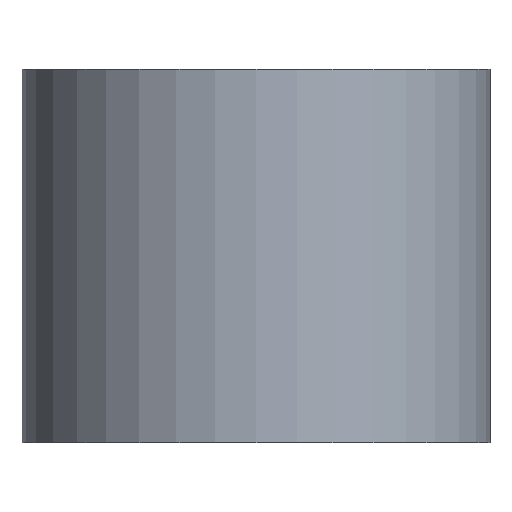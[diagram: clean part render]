
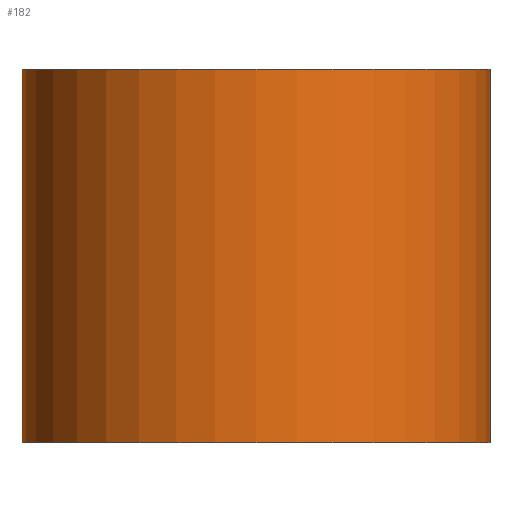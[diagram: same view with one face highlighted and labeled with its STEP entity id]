
A CAD part, front view. The second image highlights one B-rep face of the part: STEP entity #182.
In plain terms, the highlighted cylindrical face has radius 7.963 mm (diameter 15.926 mm), a partial arc.
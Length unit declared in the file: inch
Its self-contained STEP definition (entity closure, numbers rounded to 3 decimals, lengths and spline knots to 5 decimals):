
#1 = CARTESIAN_POINT ( 'NONE',  ( 0.3135, 0., 0.25 ) ) ;
#14 = CARTESIAN_POINT ( 'NONE',  ( 0., 0., -0.25 ) ) ;
#26 = CARTESIAN_POINT ( 'NONE',  ( -0.3135, 0., -0.25 ) ) ;
#32 = CYLINDRICAL_SURFACE ( 'NONE', #221, 0.3135 ) ;
#33 = CIRCLE ( 'NONE', #86, 0.3135 ) ;
#35 = ORIENTED_EDGE ( 'NONE', *, *, #145, .T. ) ;
#40 = DIRECTION ( 'NONE',  ( 0., 0., -1. ) ) ;
#47 = VERTEX_POINT ( 'NONE', #26 ) ;
#54 = AXIS2_PLACEMENT_3D ( 'NONE', #191, #152, #78 ) ;
#61 = DIRECTION ( 'NONE',  ( 0., 0., -1. ) ) ;
#75 = VECTOR ( 'NONE', #128, 39.37008 ) ;
#77 = LINE ( 'NONE', #223, #215 ) ;
#78 = DIRECTION ( 'NONE',  ( 1., 0., 0. ) ) ;
#85 = DIRECTION ( 'NONE',  ( -1., 0., 0. ) ) ;
#86 = AXIS2_PLACEMENT_3D ( 'NONE', #14, #101, #129 ) ;
#101 = DIRECTION ( 'NONE',  ( 0., 0., 1. ) ) ;
#102 = VERTEX_POINT ( 'NONE', #106 ) ;
#105 = CARTESIAN_POINT ( 'NONE',  ( 0., 0., 0.25 ) ) ;
#106 = CARTESIAN_POINT ( 'NONE',  ( -0.3135, 0., 0.25 ) ) ;
#122 = ORIENTED_EDGE ( 'NONE', *, *, #210, .F. ) ;
#128 = DIRECTION ( 'NONE',  ( 0., 0., -1. ) ) ;
#129 = DIRECTION ( 'NONE',  ( 1., 0., 0. ) ) ;
#131 = VERTEX_POINT ( 'NONE', #1 ) ;
#143 = EDGE_LOOP ( 'NONE', ( #122, #251, #216, #35 ) ) ;
#145 = EDGE_CURVE ( 'NONE', #47, #219, #33, .T. ) ;
#152 = DIRECTION ( 'NONE',  ( 0., 0., 1. ) ) ;
#156 = CIRCLE ( 'NONE', #54, 0.3135 ) ;
#164 = EDGE_CURVE ( 'NONE', #102, #47, #77, .T. ) ;
#181 = CARTESIAN_POINT ( 'NONE',  ( 0.3135, 0., -0.25 ) ) ;
#182 = ADVANCED_FACE ( 'NONE', ( #233 ), #32, .T. ) ;
#191 = CARTESIAN_POINT ( 'NONE',  ( 0., 0., 0.25 ) ) ;
#194 = LINE ( 'NONE', #245, #75 ) ;
#210 = EDGE_CURVE ( 'NONE', #131, #219, #194, .T. ) ;
#211 = EDGE_CURVE ( 'NONE', #102, #131, #156, .T. ) ;
#215 = VECTOR ( 'NONE', #40, 39.37008 ) ;
#216 = ORIENTED_EDGE ( 'NONE', *, *, #164, .T. ) ;
#219 = VERTEX_POINT ( 'NONE', #181 ) ;
#221 = AXIS2_PLACEMENT_3D ( 'NONE', #105, #61, #85 ) ;
#223 = CARTESIAN_POINT ( 'NONE',  ( -0.3135, 0., 0.25 ) ) ;
#233 = FACE_OUTER_BOUND ( 'NONE', #143, .T. ) ;
#245 = CARTESIAN_POINT ( 'NONE',  ( 0.3135, 0., 0.25 ) ) ;
#251 = ORIENTED_EDGE ( 'NONE', *, *, #211, .F. ) ;
